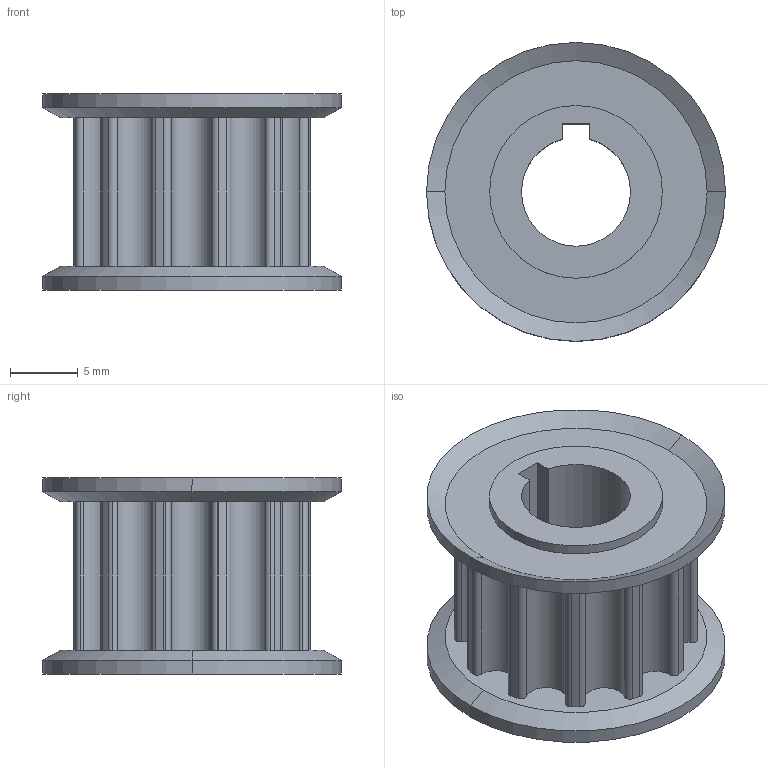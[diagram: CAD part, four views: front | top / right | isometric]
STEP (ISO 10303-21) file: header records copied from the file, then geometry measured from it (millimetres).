
FILE_DESCRIPTION (( 'STEP AP214' ), '1' );
FILE_NAME ('WCP-0076 Rev1.STEP', '2017-01-03T05:37:32', ( '' ), ( '' ), 'SwSTEP 2.0', 'SolidWorks 2016', '' );
FILE_SCHEMA (( 'AUTOMOTIVE_DESIGN' ));
Length unit declared in the file: inch
Products named in the file (1): WCP-0076 Rev1
Bounding box: 22.11 x 22.11 x 14.5 mm (x, y, z)
Volume: 2263.5 mm3; surface area: 2619.6 mm2
Topology: 1 solids, 1 shells, 93 faces, 253 edges, 166 vertices
Faces by surface type: cylinder 76, plane 9, cone 8
Entity records: 3067 total; most frequent: DIRECTION 601, CARTESIAN_POINT 513, ORIENTED_EDGE 506, AXIS2_PLACEMENT_3D 254, EDGE_CURVE 253, VERTEX_POINT 166, CIRCLE 160, EDGE_LOOP 99
